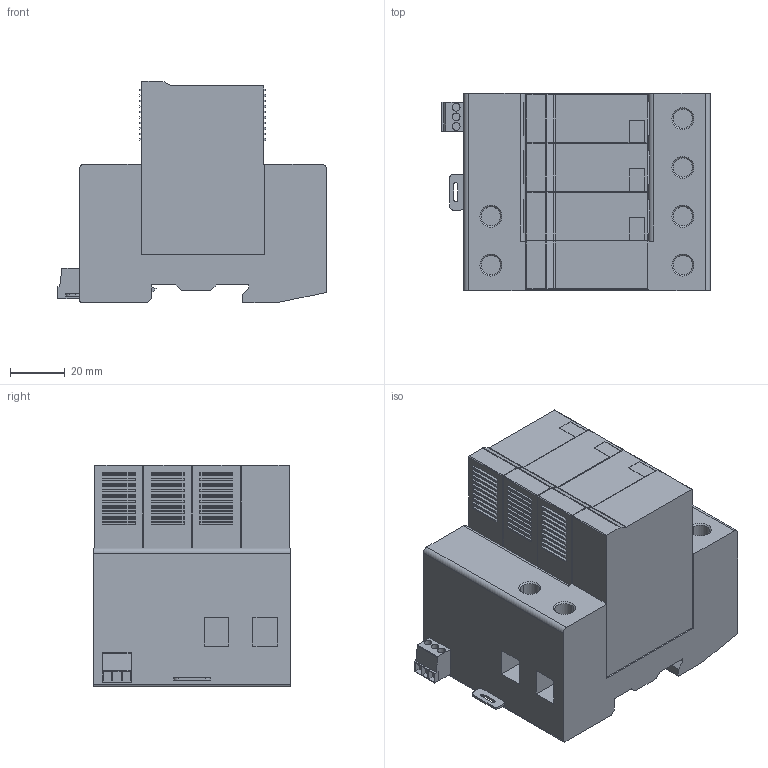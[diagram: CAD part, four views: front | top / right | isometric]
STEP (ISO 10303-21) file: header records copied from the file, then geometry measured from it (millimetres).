
FILE_DESCRIPTION(('Creo Elements/Direct Modeling STEP Export'),'2;1');
FILE_NAME('DS134VGS_G.stp','2017-10-10T10:23:44',(''),(''),'Creo Elements/Direct Modeling STEP processor for AP214 (Solid Model)','Creo Elements/Direct Modeling 20.0AP0401 12-May-2017 (C) Parametric Technology GmbH','');
FILE_SCHEMA(('AUTOMOTIVE_DESIGN { 1 0 10303 214 1 1 1 1 }'));
Length unit declared in the file: millimetre
Products named in the file (1): DS134VGS-G
Bounding box: 97.95 x 72 x 80.9 mm (x, y, z)
Volume: 390755.1 mm3; surface area: 50870 mm2
Topology: 1 solids, 1 shells, 502 faces, 1240 edges, 824 vertices
Faces by surface type: plane 441, cylinder 49, cone 12
Entity records: 14118 total; most frequent: ORIENTED_EDGE 2480, CARTESIAN_POINT 2454, DIRECTION 2157, EDGE_CURVE 1240, VECTOR 1103, LINE 1103, VERTEX_POINT 824, EDGE_LOOP 588
